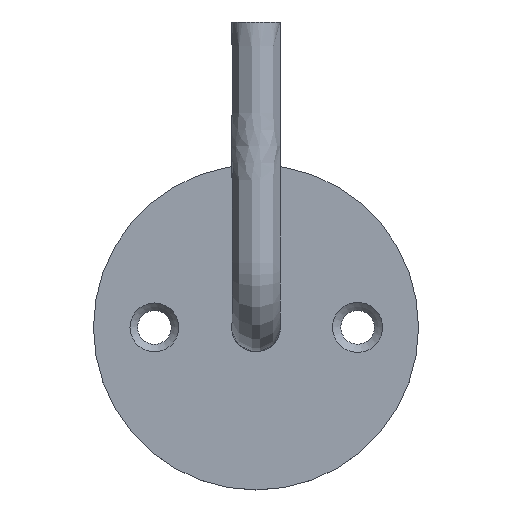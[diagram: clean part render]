
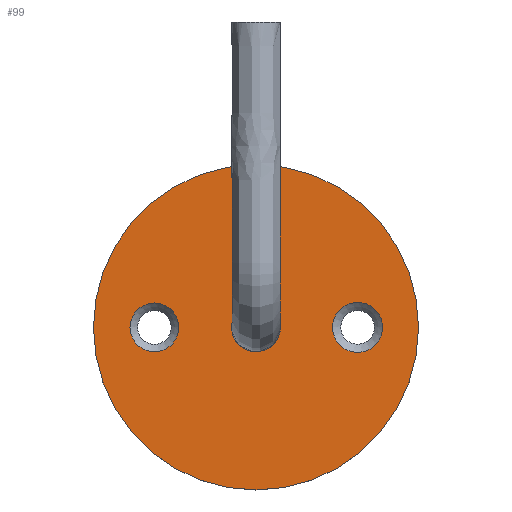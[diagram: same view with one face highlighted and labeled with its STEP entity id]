
A CAD part, top view. The second image highlights one B-rep face of the part: STEP entity #99.
In plain terms, the highlighted planar face has unit normal (0, 0, 1).
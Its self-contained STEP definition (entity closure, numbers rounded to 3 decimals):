
#47=PLANE('',#494);
#76=FACE_BOUND('',#150,.T.);
#77=FACE_BOUND('',#151,.T.);
#78=FACE_BOUND('',#152,.T.);
#79=FACE_BOUND('',#153,.T.);
#99=ADVANCED_FACE('',(#76,#77,#78,#79),#47,.T.);
#150=EDGE_LOOP('',(#218));
#151=EDGE_LOOP('',(#219));
#152=EDGE_LOOP('',(#220));
#153=EDGE_LOOP('',(#221));
#182=B_SPLINE_CURVE_WITH_KNOTS('',3,(#1841,#1842,#1843,#1844,#1845,#1846,
#1847,#1848,#1849,#1850,#1851,#1852,#1853,#1854,#1855,#1856,#1857,#1858,
#1859,#1860,#1861,#1862,#1863,#1864,#1865,#1866,#1867,#1868),
 .UNSPECIFIED.,.T.,.F.,(1,3,3,1,1,1,1,1,1,1,1,1,1,1,1,1,1,1,1,1,1,1,1,1,
3,1),(-0.045,0.,0.018,0.08,0.143,
0.205,0.237,0.268,0.299,
0.33,0.393,0.455,0.487,
0.518,0.549,0.58,0.643,
0.705,0.737,0.768,0.799,
0.83,0.893,0.955,1.,1.018),
 .UNSPECIFIED.);
#218=ORIENTED_EDGE('',*,*,#351,.T.);
#219=ORIENTED_EDGE('',*,*,#352,.T.);
#220=ORIENTED_EDGE('',*,*,#348,.T.);
#221=ORIENTED_EDGE('',*,*,#344,.F.);
#307=VERTEX_POINT('',#1869);
#311=VERTEX_POINT('',#2528);
#314=VERTEX_POINT('',#2536);
#315=VERTEX_POINT('',#2538);
#344=EDGE_CURVE('',#307,#307,#182,.T.);
#348=EDGE_CURVE('',#311,#311,#386,.T.);
#351=EDGE_CURVE('',#314,#314,#389,.T.);
#352=EDGE_CURVE('',#315,#315,#390,.T.);
#386=CIRCLE('',#487,40.);
#389=CIRCLE('',#492,6.15);
#390=CIRCLE('',#493,6.);
#487=AXIS2_PLACEMENT_3D('',#2527,#554,#555);
#492=AXIS2_PLACEMENT_3D('',#2535,#564,#565);
#493=AXIS2_PLACEMENT_3D('',#2537,#566,#567);
#494=AXIS2_PLACEMENT_3D('',#2539,#568,#569);
#554=DIRECTION('',(0.,0.,1.));
#555=DIRECTION('',(1.,0.,0.));
#564=DIRECTION('',(0.,0.,-1.));
#565=DIRECTION('',(1.,0.,0.));
#566=DIRECTION('',(0.,0.,-1.));
#567=DIRECTION('',(1.,0.,0.));
#568=DIRECTION('',(0.,0.,1.));
#569=DIRECTION('',(1.,0.,0.));
#1841=CARTESIAN_POINT('',(5.968,-0.62,4.));
#1842=CARTESIAN_POINT('',(5.989,-0.41,4.));
#1843=CARTESIAN_POINT('',(6.,-0.203,4.));
#1844=CARTESIAN_POINT('',(6.,0.,4.));
#1845=CARTESIAN_POINT('',(6.,0.707,4.));
#1846=CARTESIAN_POINT('',(5.743,2.235,4.));
#1847=CARTESIAN_POINT('',(4.369,4.369,4.));
#1848=CARTESIAN_POINT('',(2.591,5.514,4.));
#1849=CARTESIAN_POINT('',(1.089,5.936,4.));
#1850=CARTESIAN_POINT('',(0.,6.032,4.));
#1851=CARTESIAN_POINT('',(-1.089,5.936,4.));
#1852=CARTESIAN_POINT('',(-2.591,5.514,4.));
#1853=CARTESIAN_POINT('',(-4.369,4.369,4.));
#1854=CARTESIAN_POINT('',(-5.514,2.591,4.));
#1855=CARTESIAN_POINT('',(-5.936,1.089,4.));
#1856=CARTESIAN_POINT('',(-6.032,0.,4.));
#1857=CARTESIAN_POINT('',(-5.936,-1.089,4.));
#1858=CARTESIAN_POINT('',(-5.514,-2.591,4.));
#1859=CARTESIAN_POINT('',(-4.369,-4.369,4.));
#1860=CARTESIAN_POINT('',(-2.591,-5.514,4.));
#1861=CARTESIAN_POINT('',(-1.089,-5.936,4.));
#1862=CARTESIAN_POINT('',(0.,-6.032,4.));
#1863=CARTESIAN_POINT('',(1.089,-5.936,4.));
#1864=CARTESIAN_POINT('',(2.591,-5.514,4.));
#1865=CARTESIAN_POINT('',(4.369,-4.369,4.));
#1866=CARTESIAN_POINT('',(5.612,-2.439,4.));
#1867=CARTESIAN_POINT('',(5.913,-1.143,4.));
#1868=CARTESIAN_POINT('',(5.968,-0.62,4.));
#1869=CARTESIAN_POINT('',(5.968,-0.62,4.));
#2527=CARTESIAN_POINT('',(0.,0.,4.));
#2528=CARTESIAN_POINT('',(40.,0.,4.));
#2535=CARTESIAN_POINT('',(25.,0.,4.));
#2536=CARTESIAN_POINT('',(31.15,0.,4.));
#2537=CARTESIAN_POINT('',(-25.,0.,4.));
#2538=CARTESIAN_POINT('',(-19.,0.,4.));
#2539=CARTESIAN_POINT('',(-12.5,0.,4.));
